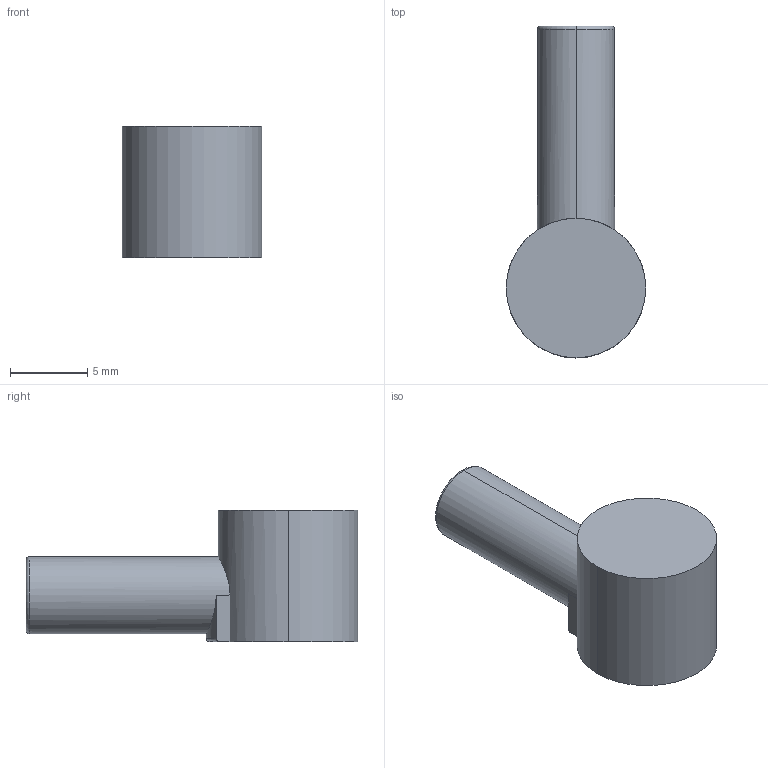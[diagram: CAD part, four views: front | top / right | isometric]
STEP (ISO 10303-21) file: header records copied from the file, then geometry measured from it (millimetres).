
FILE_DESCRIPTION (( 'STEP AP214' ), '1' );
FILE_NAME ('喃萇盄_囀臚.STEP', '2022-06-01T09:03:08', ( '' ), ( '' ), 'SwSTEP 2.0', 'SolidWorks 2016', '' );
FILE_SCHEMA (( 'AUTOMOTIVE_DESIGN' ));
Length unit declared in the file: millimetre
Products named in the file (1): 喃萇盄_囀臚
Bounding box: 9.05 x 21.52 x 8.5 mm (x, y, z)
Volume: 799.4 mm3; surface area: 572.2 mm2
Topology: 1 solids, 1 shells, 13 faces, 31 edges, 20 vertices
Faces by surface type: cylinder 5, plane 5, torus 3
Entity records: 480 total; most frequent: CARTESIAN_POINT 141, DIRECTION 66, ORIENTED_EDGE 62, EDGE_CURVE 31, AXIS2_PLACEMENT_3D 27, VERTEX_POINT 20, ADVANCED_FACE 13, FACE_OUTER_BOUND 13
